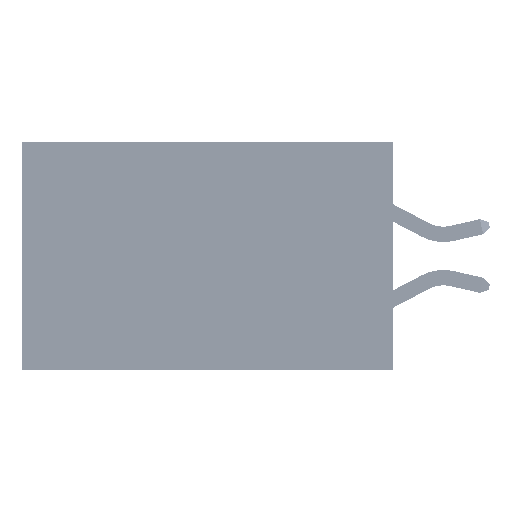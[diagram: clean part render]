
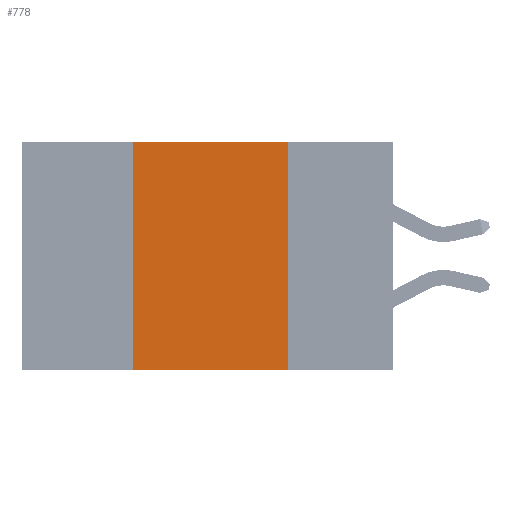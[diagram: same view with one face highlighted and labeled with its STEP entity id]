
A CAD part, left-side view. The second image highlights one B-rep face of the part: STEP entity #778.
In plain terms, the highlighted planar face has unit normal (-1, 0, 0).
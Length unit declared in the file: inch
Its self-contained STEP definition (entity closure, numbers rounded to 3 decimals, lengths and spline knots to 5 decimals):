
#13 = DIRECTION ( 'NONE',  ( 0., 0., 1. ) ) ;
#314 = ORIENTED_EDGE ( 'NONE', *, *, #386, .T. ) ;
#386 = EDGE_CURVE ( 'NONE', #44026, #19812, #1698, .T. ) ;
#778 = ADVANCED_FACE ( 'NONE', ( #37111 ), #49248, .F. ) ;
#1116 = CARTESIAN_POINT ( 'NONE',  ( 0., 0.6, 0. ) ) ;
#1698 = LINE ( 'NONE', #17736, #10841 ) ;
#3055 = ORIENTED_EDGE ( 'NONE', *, *, #15823, .F. ) ;
#5386 = EDGE_LOOP ( 'NONE', ( #43241, #3055, #7409, #314 ) ) ;
#7409 = ORIENTED_EDGE ( 'NONE', *, *, #38049, .F. ) ;
#8473 = VECTOR ( 'NONE', #38505, 39.37008 ) ;
#10065 = DIRECTION ( 'NONE',  ( 1., 0., 0. ) ) ;
#10841 = VECTOR ( 'NONE', #33756, 39.37008 ) ;
#11083 = CARTESIAN_POINT ( 'NONE',  ( 0., 0.42, 0. ) ) ;
#12724 = VECTOR ( 'NONE', #13000, 39.37008 ) ;
#13000 = DIRECTION ( 'NONE',  ( 0., -1., 0. ) ) ;
#13013 = CARTESIAN_POINT ( 'NONE',  ( 0., 0.42, 0. ) ) ;
#15823 = EDGE_CURVE ( 'NONE', #37906, #46092, #32962, .T. ) ;
#17736 = CARTESIAN_POINT ( 'NONE',  ( 0., 0.6, -0.37 ) ) ;
#19287 = CARTESIAN_POINT ( 'NONE',  ( 0., 0.42, -0.37 ) ) ;
#19812 = VERTEX_POINT ( 'NONE', #43640 ) ;
#26695 = LINE ( 'NONE', #49612, #8473 ) ;
#31592 = EDGE_CURVE ( 'NONE', #46092, #19812, #26695, .T. ) ;
#32962 = LINE ( 'NONE', #49015, #12724 ) ;
#33695 = DIRECTION ( 'NONE',  ( 0., 0., -1. ) ) ;
#33756 = DIRECTION ( 'NONE',  ( 0., -1., 0. ) ) ;
#37111 = FACE_OUTER_BOUND ( 'NONE', #5386, .T. ) ;
#37161 = VECTOR ( 'NONE', #13, 39.37008 ) ;
#37283 = AXIS2_PLACEMENT_3D ( 'NONE', #1116, #10065, #33695 ) ;
#37906 = VERTEX_POINT ( 'NONE', #13013 ) ;
#38049 = EDGE_CURVE ( 'NONE', #44026, #37906, #40229, .T. ) ;
#38505 = DIRECTION ( 'NONE',  ( 0., 0., -1. ) ) ;
#40229 = LINE ( 'NONE', #11083, #37161 ) ;
#43241 = ORIENTED_EDGE ( 'NONE', *, *, #31592, .F. ) ;
#43640 = CARTESIAN_POINT ( 'NONE',  ( 0., 0.17, -0.37 ) ) ;
#44026 = VERTEX_POINT ( 'NONE', #19287 ) ;
#46092 = VERTEX_POINT ( 'NONE', #50184 ) ;
#49015 = CARTESIAN_POINT ( 'NONE',  ( 0., 0.6, 0. ) ) ;
#49248 = PLANE ( 'NONE',  #37283 ) ;
#49612 = CARTESIAN_POINT ( 'NONE',  ( 0., 0.17, 0. ) ) ;
#50184 = CARTESIAN_POINT ( 'NONE',  ( 0., 0.17, 0. ) ) ;
